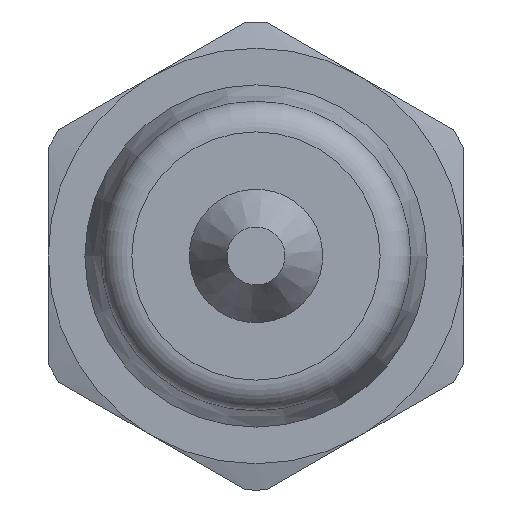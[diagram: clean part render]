
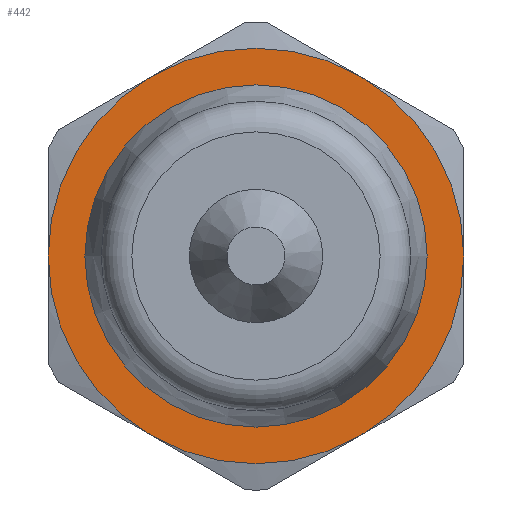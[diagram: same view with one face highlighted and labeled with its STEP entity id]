
A CAD part, left-side view. The second image highlights one B-rep face of the part: STEP entity #442.
In plain terms, the highlighted planar face has unit normal (-1, 0, 0).
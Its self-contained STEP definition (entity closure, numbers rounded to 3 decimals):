
#366=CARTESIAN_POINT('',(23.4,7.65,0.));
#367=VERTEX_POINT('',#366);
#368=CARTESIAN_POINT('',(23.4,0.0,0.0));
#369=DIRECTION('',(-1.0,0.0,0.0));
#370=DIRECTION('',(0.0,-1.0,0.0));
#371=AXIS2_PLACEMENT_3D('',#368,#369,#370);
#372=CIRCLE('',#371,7.65);
#373=EDGE_CURVE('',#367,#367,#372,.T.);
#378=CARTESIAN_POINT('',(23.4,8.475,0.0));
#379=DIRECTION('',(-1.0,0.0,0.0));
#380=DIRECTION('',(0.0,0.0,1.0));
#381=AXIS2_PLACEMENT_3D('',#378,#379,#380);
#382=PLANE('',#381);
#383=CARTESIAN_POINT('',(23.4,9.5,0.0));
#384=VERTEX_POINT('',#383);
#385=CARTESIAN_POINT('',(23.4,4.75,8.227));
#386=VERTEX_POINT('',#385);
#387=CARTESIAN_POINT('',(23.4,0.0,0.0));
#388=DIRECTION('',(1.0,0.0,0.0));
#389=DIRECTION('',(0.0,1.0,0.0));
#390=AXIS2_PLACEMENT_3D('',#387,#388,#389);
#391=CIRCLE('',#390,9.5);
#392=EDGE_CURVE('',#384,#386,#391,.T.);
#393=ORIENTED_EDGE('',*,*,#392,.F.);
#394=CARTESIAN_POINT('',(23.4,4.75,-8.227));
#395=VERTEX_POINT('',#394);
#396=CARTESIAN_POINT('',(23.4,0.0,0.0));
#397=DIRECTION('',(1.0,0.0,0.0));
#398=DIRECTION('',(0.0,1.0,0.0));
#399=AXIS2_PLACEMENT_3D('',#396,#397,#398);
#400=CIRCLE('',#399,9.5);
#401=EDGE_CURVE('',#395,#384,#400,.T.);
#402=ORIENTED_EDGE('',*,*,#401,.F.);
#403=CARTESIAN_POINT('',(23.4,-4.75,-8.227));
#404=VERTEX_POINT('',#403);
#405=CARTESIAN_POINT('',(23.4,0.0,0.0));
#406=DIRECTION('',(1.0,0.0,0.0));
#407=DIRECTION('',(0.0,1.0,0.0));
#408=AXIS2_PLACEMENT_3D('',#405,#406,#407);
#409=CIRCLE('',#408,9.5);
#410=EDGE_CURVE('',#404,#395,#409,.T.);
#411=ORIENTED_EDGE('',*,*,#410,.F.);
#412=CARTESIAN_POINT('',(23.4,-9.5,0.));
#413=VERTEX_POINT('',#412);
#414=CARTESIAN_POINT('',(23.4,0.0,0.0));
#415=DIRECTION('',(1.0,0.0,0.0));
#416=DIRECTION('',(0.0,1.0,0.0));
#417=AXIS2_PLACEMENT_3D('',#414,#415,#416);
#418=CIRCLE('',#417,9.5);
#419=EDGE_CURVE('',#413,#404,#418,.T.);
#420=ORIENTED_EDGE('',*,*,#419,.F.);
#421=CARTESIAN_POINT('',(23.4,-4.75,8.227));
#422=VERTEX_POINT('',#421);
#423=CARTESIAN_POINT('',(23.4,0.0,0.0));
#424=DIRECTION('',(1.0,0.0,0.0));
#425=DIRECTION('',(0.0,1.0,0.0));
#426=AXIS2_PLACEMENT_3D('',#423,#424,#425);
#427=CIRCLE('',#426,9.5);
#428=EDGE_CURVE('',#422,#413,#427,.T.);
#429=ORIENTED_EDGE('',*,*,#428,.F.);
#430=CARTESIAN_POINT('',(23.4,0.0,0.0));
#431=DIRECTION('',(1.0,0.0,0.0));
#432=DIRECTION('',(0.0,1.0,0.0));
#433=AXIS2_PLACEMENT_3D('',#430,#431,#432);
#434=CIRCLE('',#433,9.5);
#435=EDGE_CURVE('',#386,#422,#434,.T.);
#436=ORIENTED_EDGE('',*,*,#435,.F.);
#437=EDGE_LOOP('',(#393,#402,#411,#420,#429,#436));
#438=FACE_OUTER_BOUND('',#437,.T.);
#439=ORIENTED_EDGE('',*,*,#373,.F.);
#440=EDGE_LOOP('',(#439));
#441=FACE_BOUND('',#440,.T.);
#442=ADVANCED_FACE('',(#438,#441),#382,.T.);
